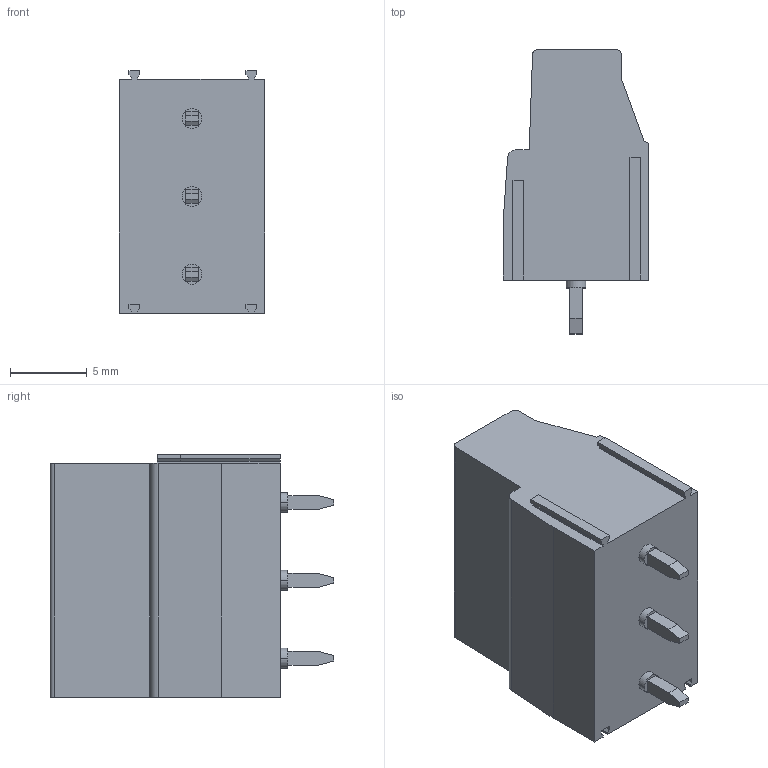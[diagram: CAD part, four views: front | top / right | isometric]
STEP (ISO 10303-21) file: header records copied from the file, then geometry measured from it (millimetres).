
FILE_DESCRIPTION(('STEP AP242'),'1');
FILE_NAME('70054423.stp','2018-11-18T22:41:24',('TraceParts'),('TraceParts S.A.'),'Spatial InterOp 3D',' ',' ');
FILE_SCHEMA(('AP242_MANAGED_MODEL_BASED_3D_ENGINEERING_MIM_LF {1 0 10303 442 1 1 4}'));
Length unit declared in the file: millimetre
Products named in the file (1): 70054423
Bounding box: 9.5 x 18.5 x 15.81 mm (x, y, z)
Volume: 1743 mm3; surface area: 1252.3 mm2
Topology: 1 solids, 1 shells, 213 faces, 540 edges, 348 vertices
Faces by surface type: plane 163, cylinder 44, sphere 6
Entity records: 8081 total; most frequent: CARTESIAN_POINT 1102, DIRECTION 1095, ORIENTED_EDGE 1080, EDGE_CURVE 540, LINE 413, VECTOR 413, VERTEX_POINT 348, AXIS2_PLACEMENT_3D 341
